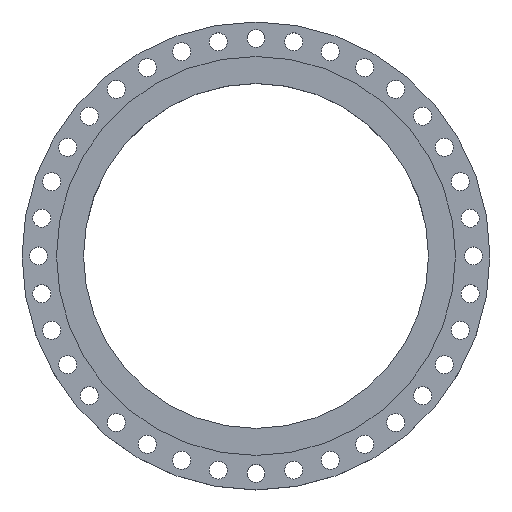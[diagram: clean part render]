
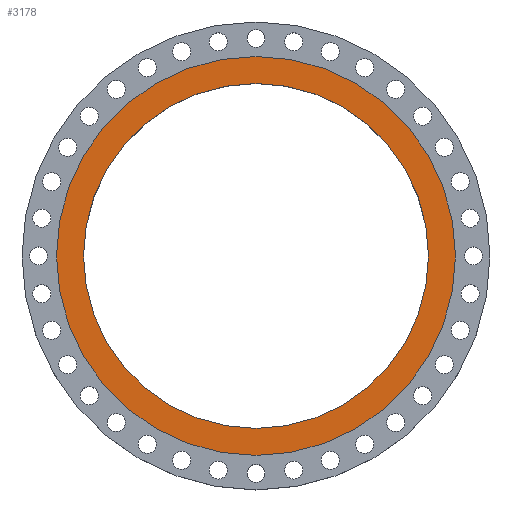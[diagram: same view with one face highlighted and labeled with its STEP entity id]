
A CAD part, top view. The second image highlights one B-rep face of the part: STEP entity #3178.
In plain terms, the highlighted planar face has unit normal (0, 0, 1).
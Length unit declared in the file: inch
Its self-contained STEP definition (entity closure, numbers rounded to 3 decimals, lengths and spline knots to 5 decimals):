
#40 = EDGE_LOOP ( 'NONE', ( #1908, #1552 ) ) ;
#48 = DIRECTION ( 'NONE',  ( 0., 0., 1. ) ) ;
#269 = CARTESIAN_POINT ( 'NONE',  ( -16.625, 0., 0. ) ) ;
#286 = AXIS2_PLACEMENT_3D ( 'NONE', #1823, #48, #2017 ) ;
#294 = CIRCLE ( 'NONE', #1964, 16.625 ) ;
#314 = CARTESIAN_POINT ( 'NONE',  ( 14.375, 0., 0. ) ) ;
#384 = CARTESIAN_POINT ( 'NONE',  ( 0., 0., 0. ) ) ;
#428 = CARTESIAN_POINT ( 'NONE',  ( 16.625, 0., 0. ) ) ;
#488 = FACE_OUTER_BOUND ( 'NONE', #40, .T. ) ;
#629 = DIRECTION ( 'NONE',  ( 0., 0., 1. ) ) ;
#675 = DIRECTION ( 'NONE',  ( 0., 0., 1. ) ) ;
#685 = EDGE_CURVE ( 'NONE', #2914, #3057, #1273, .T. ) ;
#736 = DIRECTION ( 'NONE',  ( 0., 0., 1. ) ) ;
#896 = CARTESIAN_POINT ( 'NONE',  ( -14.375, 0., 0. ) ) ;
#936 = FACE_BOUND ( 'NONE', #3112, .T. ) ;
#977 = CARTESIAN_POINT ( 'NONE',  ( 0., 0., 0. ) ) ;
#1011 = AXIS2_PLACEMENT_3D ( 'NONE', #977, #675, #2731 ) ;
#1273 = CIRCLE ( 'NONE', #1011, 14.375 ) ;
#1348 = VERTEX_POINT ( 'NONE', #428 ) ;
#1374 = CIRCLE ( 'NONE', #1429, 16.625 ) ;
#1429 = AXIS2_PLACEMENT_3D ( 'NONE', #384, #629, #2096 ) ;
#1451 = DIRECTION ( 'NONE',  ( -1., 0., 0. ) ) ;
#1494 = EDGE_CURVE ( 'NONE', #1348, #2253, #294, .T. ) ;
#1552 = ORIENTED_EDGE ( 'NONE', *, *, #1727, .T. ) ;
#1593 = EDGE_CURVE ( 'NONE', #3057, #2914, #2526, .T. ) ;
#1658 = PLANE ( 'NONE',  #2542 ) ;
#1686 = CARTESIAN_POINT ( 'NONE',  ( 0., 14.375, 0. ) ) ;
#1727 = EDGE_CURVE ( 'NONE', #2253, #1348, #1374, .T. ) ;
#1823 = CARTESIAN_POINT ( 'NONE',  ( 0., 0., 0. ) ) ;
#1824 = ORIENTED_EDGE ( 'NONE', *, *, #1593, .F. ) ;
#1908 = ORIENTED_EDGE ( 'NONE', *, *, #1494, .T. ) ;
#1929 = ORIENTED_EDGE ( 'NONE', *, *, #685, .F. ) ;
#1934 = DIRECTION ( 'NONE',  ( 0., 0., -1. ) ) ;
#1964 = AXIS2_PLACEMENT_3D ( 'NONE', #2966, #736, #2978 ) ;
#2017 = DIRECTION ( 'NONE',  ( 1., 0., 0. ) ) ;
#2096 = DIRECTION ( 'NONE',  ( 1., 0., 0. ) ) ;
#2253 = VERTEX_POINT ( 'NONE', #269 ) ;
#2526 = CIRCLE ( 'NONE', #286, 14.375 ) ;
#2542 = AXIS2_PLACEMENT_3D ( 'NONE', #1686, #1934, #1451 ) ;
#2731 = DIRECTION ( 'NONE',  ( 1., 0., 0. ) ) ;
#2914 = VERTEX_POINT ( 'NONE', #314 ) ;
#2966 = CARTESIAN_POINT ( 'NONE',  ( 0., 0., 0. ) ) ;
#2978 = DIRECTION ( 'NONE',  ( 1., 0., 0. ) ) ;
#3057 = VERTEX_POINT ( 'NONE', #896 ) ;
#3112 = EDGE_LOOP ( 'NONE', ( #1929, #1824 ) ) ;
#3178 = ADVANCED_FACE ( 'NONE', ( #936, #488 ), #1658, .F. ) ;
